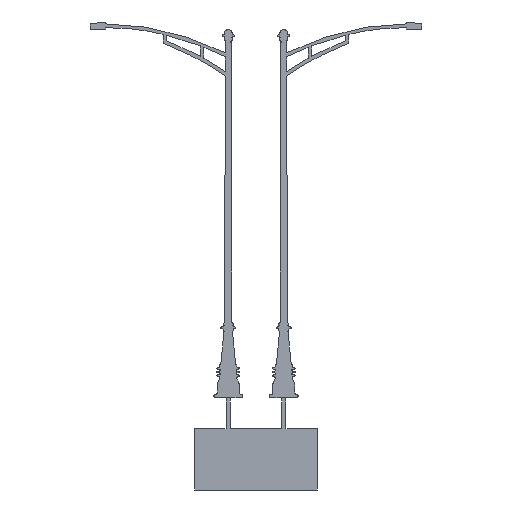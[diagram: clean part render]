
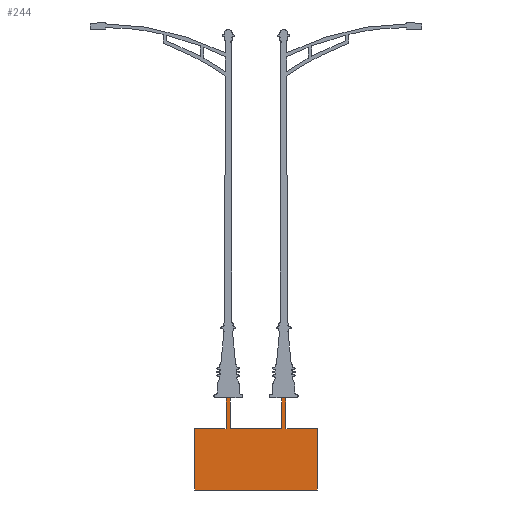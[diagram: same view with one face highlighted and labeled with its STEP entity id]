
A CAD part, front view. The second image highlights one B-rep face of the part: STEP entity #244.
In plain terms, the highlighted planar face has unit normal (0, -1, 0).
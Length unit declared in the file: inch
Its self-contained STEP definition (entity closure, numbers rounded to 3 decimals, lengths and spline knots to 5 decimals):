
#244=ADVANCED_FACE('',(#368),#2142,.T.);
#368=FACE_OUTER_BOUND('',#492,.T.);
#492=EDGE_LOOP('',(#660,#661,#662,#663,#664,#665,#666,#667,#668,#669,#670,
#671));
#660=ORIENTED_EDGE('',*,*,#1349,.T.);
#661=ORIENTED_EDGE('',*,*,#1344,.F.);
#662=ORIENTED_EDGE('',*,*,#1348,.F.);
#663=ORIENTED_EDGE('',*,*,#1338,.F.);
#664=ORIENTED_EDGE('',*,*,#1341,.T.);
#665=ORIENTED_EDGE('',*,*,#1332,.F.);
#666=ORIENTED_EDGE('',*,*,#1340,.F.);
#667=ORIENTED_EDGE('',*,*,#1320,.F.);
#668=ORIENTED_EDGE('',*,*,#1328,.F.);
#669=ORIENTED_EDGE('',*,*,#1324,.T.);
#670=ORIENTED_EDGE('',*,*,#1329,.T.);
#671=ORIENTED_EDGE('',*,*,#1355,.F.);
#1320=EDGE_CURVE('',#1896,#1908,#1674,.T.);
#1324=EDGE_CURVE('',#1900,#1901,#1678,.T.);
#1328=EDGE_CURVE('',#1900,#1896,#1682,.T.);
#1329=EDGE_CURVE('',#1901,#1897,#1683,.T.);
#1332=EDGE_CURVE('',#1904,#1905,#1686,.T.);
#1338=EDGE_CURVE('',#1909,#1916,#1692,.T.);
#1340=EDGE_CURVE('',#1908,#1904,#1694,.T.);
#1341=EDGE_CURVE('',#1909,#1905,#1695,.T.);
#1344=EDGE_CURVE('',#1912,#1913,#1698,.T.);
#1348=EDGE_CURVE('',#1916,#1912,#1702,.T.);
#1349=EDGE_CURVE('',#1917,#1913,#1703,.T.);
#1355=EDGE_CURVE('',#1917,#1897,#1709,.T.);
#1674=B_SPLINE_CURVE_WITH_KNOTS('',1,(#2621,#2622),.UNSPECIFIED.,.F.,.F.,
(2,2),(0.,0.08061),.UNSPECIFIED.);
#1678=B_SPLINE_CURVE_WITH_KNOTS('',1,(#2629,#2630),.UNSPECIFIED.,.F.,.F.,
(2,2),(0.,0.31517),.UNSPECIFIED.);
#1682=B_SPLINE_CURVE_WITH_KNOTS('',1,(#2637,#2638),.UNSPECIFIED.,.F.,.F.,
(2,2),(0.36916,0.75),.UNSPECIFIED.);
#1683=B_SPLINE_CURVE_WITH_KNOTS('',1,(#2639,#2640),.UNSPECIFIED.,.F.,.F.,
(2,2),(0.36916,0.75),.UNSPECIFIED.);
#1686=B_SPLINE_CURVE_WITH_KNOTS('',1,(#2645,#2646),.UNSPECIFIED.,.F.,.F.,
(2,2),(0.,0.31517),.UNSPECIFIED.);
#1692=B_SPLINE_CURVE_WITH_KNOTS('',1,(#2657,#2658),.UNSPECIFIED.,.F.,.F.,
(2,2),(0.09192,0.22325),.UNSPECIFIED.);
#1694=B_SPLINE_CURVE_WITH_KNOTS('',1,(#2661,#2662),.UNSPECIFIED.,.F.,.F.,
(2,2),(0.58505,0.75),.UNSPECIFIED.);
#1695=B_SPLINE_CURVE_WITH_KNOTS('',1,(#2663,#2664),.UNSPECIFIED.,.F.,.F.,
(2,2),(0.58505,0.75),.UNSPECIFIED.);
#1698=B_SPLINE_CURVE_WITH_KNOTS('',1,(#2669,#2670),.UNSPECIFIED.,.F.,.F.,
(2,2),(0.,0.31517),.UNSPECIFIED.);
#1702=B_SPLINE_CURVE_WITH_KNOTS('',1,(#2677,#2678),.UNSPECIFIED.,.F.,.F.,
(2,2),(0.2936,0.75),.UNSPECIFIED.);
#1703=B_SPLINE_CURVE_WITH_KNOTS('',1,(#2679,#2680),.UNSPECIFIED.,.F.,.F.,
(2,2),(0.2936,0.75),.UNSPECIFIED.);
#1709=B_SPLINE_CURVE_WITH_KNOTS('',1,(#2691,#2692),.UNSPECIFIED.,.F.,.F.,
(2,2),(0.23456,0.31517),.UNSPECIFIED.);
#1896=VERTEX_POINT('',#2597);
#1897=VERTEX_POINT('',#2598);
#1900=VERTEX_POINT('',#2601);
#1901=VERTEX_POINT('',#2602);
#1904=VERTEX_POINT('',#2605);
#1905=VERTEX_POINT('',#2606);
#1908=VERTEX_POINT('',#2609);
#1909=VERTEX_POINT('',#2610);
#1912=VERTEX_POINT('',#2613);
#1913=VERTEX_POINT('',#2614);
#1916=VERTEX_POINT('',#2617);
#1917=VERTEX_POINT('',#2618);
#2142=PLANE('',#2305);
#2305=AXIS2_PLACEMENT_3D('',#2595,#2438,$);
#2438=DIRECTION('',(0.,-1.,0.));
#2595=CARTESIAN_POINT('',(54.1738,0.,0.925));
#2597=CARTESIAN_POINT('',(54.1738,0.,1.0625));
#2598=CARTESIAN_POINT('',(54.4238,0.,1.0625));
#2601=CARTESIAN_POINT('',(54.1738,0.,0.9375));
#2602=CARTESIAN_POINT('',(54.4238,0.,0.9375));
#2605=CARTESIAN_POINT('',(54.23774,0.,1.125));
#2606=CARTESIAN_POINT('',(54.24672,0.,1.125));
#2609=CARTESIAN_POINT('',(54.23774,0.,1.0625));
#2610=CARTESIAN_POINT('',(54.24672,0.,1.0625));
#2613=CARTESIAN_POINT('',(54.35088,0.,1.125));
#2614=CARTESIAN_POINT('',(54.35986,0.,1.125));
#2617=CARTESIAN_POINT('',(54.35088,0.,1.0625));
#2618=CARTESIAN_POINT('',(54.35986,0.,1.0625));
#2621=CARTESIAN_POINT('',(54.1738,0.,1.0625));
#2622=CARTESIAN_POINT('',(54.23774,0.,1.0625));
#2629=CARTESIAN_POINT('',(54.1738,0.,0.9375));
#2630=CARTESIAN_POINT('',(54.4238,0.,0.9375));
#2637=CARTESIAN_POINT('',(54.1738,0.,0.9375));
#2638=CARTESIAN_POINT('',(54.1738,0.,1.0625));
#2639=CARTESIAN_POINT('',(54.4238,0.,0.9375));
#2640=CARTESIAN_POINT('',(54.4238,0.,1.0625));
#2645=CARTESIAN_POINT('',(54.23774,0.,1.125));
#2646=CARTESIAN_POINT('',(54.24672,0.,1.125));
#2657=CARTESIAN_POINT('',(54.24672,0.,1.0625));
#2658=CARTESIAN_POINT('',(54.35088,0.,1.0625));
#2661=CARTESIAN_POINT('',(54.23774,0.,1.0625));
#2662=CARTESIAN_POINT('',(54.23774,0.,1.125));
#2663=CARTESIAN_POINT('',(54.24672,0.,1.0625));
#2664=CARTESIAN_POINT('',(54.24672,0.,1.125));
#2669=CARTESIAN_POINT('',(54.35088,0.,1.125));
#2670=CARTESIAN_POINT('',(54.35986,0.,1.125));
#2677=CARTESIAN_POINT('',(54.35088,0.,1.0625));
#2678=CARTESIAN_POINT('',(54.35088,0.,1.125));
#2679=CARTESIAN_POINT('',(54.35986,0.,1.0625));
#2680=CARTESIAN_POINT('',(54.35986,0.,1.125));
#2691=CARTESIAN_POINT('',(54.35986,0.,1.0625));
#2692=CARTESIAN_POINT('',(54.4238,0.,1.0625));
